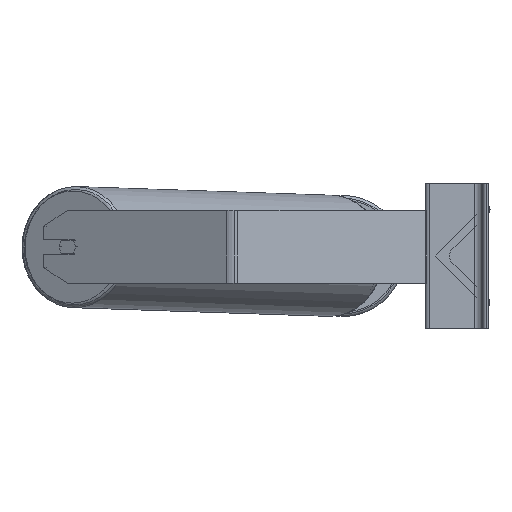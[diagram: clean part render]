
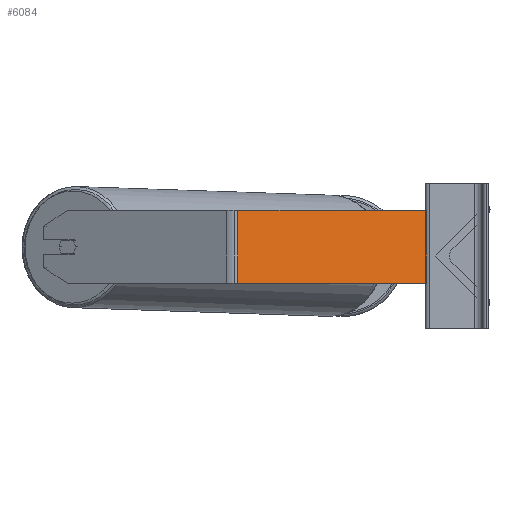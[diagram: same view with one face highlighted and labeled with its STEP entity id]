
A CAD part, left-side view. The second image highlights one B-rep face of the part: STEP entity #6084.
In plain terms, the highlighted planar face has unit normal (-0.966, -0.259, 0).
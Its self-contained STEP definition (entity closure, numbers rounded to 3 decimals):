
#378 = DIRECTION ( 'NONE',  ( 0.966, 0.259, 0. ) ) ;
#523 = VECTOR ( 'NONE', #9145, 1000. ) ;
#723 = DIRECTION ( 'NONE',  ( 0., 0., -1. ) ) ;
#1152 = CARTESIAN_POINT ( 'NONE',  ( -887.727, 9.447, -30. ) ) ;
#1246 = CARTESIAN_POINT ( 'NONE',  ( -944.92, 222.894, 50. ) ) ;
#1817 = EDGE_CURVE ( 'NONE', #5738, #8322, #9681, .T. ) ;
#1859 = ORIENTED_EDGE ( 'NONE', *, *, #1817, .F. ) ;
#2186 = VECTOR ( 'NONE', #2672, 1000. ) ;
#2189 = ORIENTED_EDGE ( 'NONE', *, *, #5314, .T. ) ;
#2644 = EDGE_CURVE ( 'NONE', #9345, #6534, #5821, .T. ) ;
#2672 = DIRECTION ( 'NONE',  ( 0., 0., -1. ) ) ;
#2722 = VECTOR ( 'NONE', #3086, 1000. ) ;
#2963 = FACE_OUTER_BOUND ( 'NONE', #9943, .T. ) ;
#3086 = DIRECTION ( 'NONE',  ( 0.259, -0.966, 0. ) ) ;
#3647 = DIRECTION ( 'NONE',  ( -0.259, 0.966, 0. ) ) ;
#3764 = CARTESIAN_POINT ( 'NONE',  ( -887.727, 9.447, 50. ) ) ;
#3996 = CARTESIAN_POINT ( 'NONE',  ( -943.205, 216.492, 50. ) ) ;
#4095 = LINE ( 'NONE', #3996, #8723 ) ;
#4379 = CARTESIAN_POINT ( 'NONE',  ( -887.727, 9.447, 50. ) ) ;
#4820 = CARTESIAN_POINT ( 'NONE',  ( -943.205, 216.492, 50. ) ) ;
#5314 = EDGE_CURVE ( 'NONE', #5738, #9345, #4095, .T. ) ;
#5528 = CARTESIAN_POINT ( 'NONE',  ( -944.92, 222.894, -30. ) ) ;
#5738 = VERTEX_POINT ( 'NONE', #4820 ) ;
#5821 = LINE ( 'NONE', #5528, #523 ) ;
#6084 = ADVANCED_FACE ( 'NONE', ( #2963 ), #7750, .F. ) ;
#6534 = VERTEX_POINT ( 'NONE', #1152 ) ;
#7258 = CARTESIAN_POINT ( 'NONE',  ( -943.205, 216.492, -30. ) ) ;
#7515 = AXIS2_PLACEMENT_3D ( 'NONE', #1246, #378, #3647 ) ;
#7750 = PLANE ( 'NONE',  #7515 ) ;
#8322 = VERTEX_POINT ( 'NONE', #3764 ) ;
#8723 = VECTOR ( 'NONE', #723, 1000. ) ;
#8803 = ORIENTED_EDGE ( 'NONE', *, *, #9093, .F. ) ;
#9093 = EDGE_CURVE ( 'NONE', #8322, #6534, #10130, .T. ) ;
#9145 = DIRECTION ( 'NONE',  ( 0.259, -0.966, 0. ) ) ;
#9345 = VERTEX_POINT ( 'NONE', #7258 ) ;
#9681 = LINE ( 'NONE', #10470, #2722 ) ;
#9943 = EDGE_LOOP ( 'NONE', ( #10197, #8803, #1859, #2189 ) ) ;
#10130 = LINE ( 'NONE', #4379, #2186 ) ;
#10197 = ORIENTED_EDGE ( 'NONE', *, *, #2644, .T. ) ;
#10470 = CARTESIAN_POINT ( 'NONE',  ( -944.92, 222.894, 50. ) ) ;
